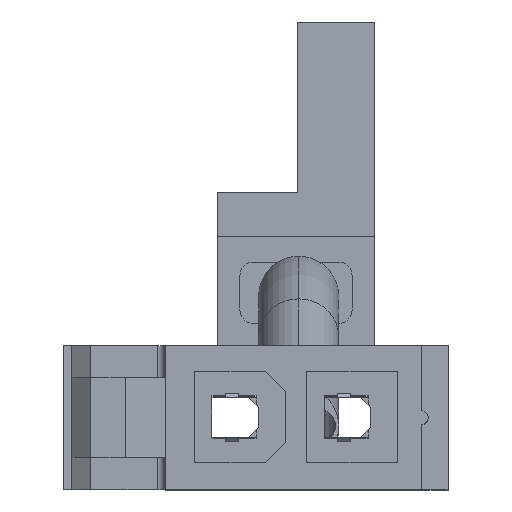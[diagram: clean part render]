
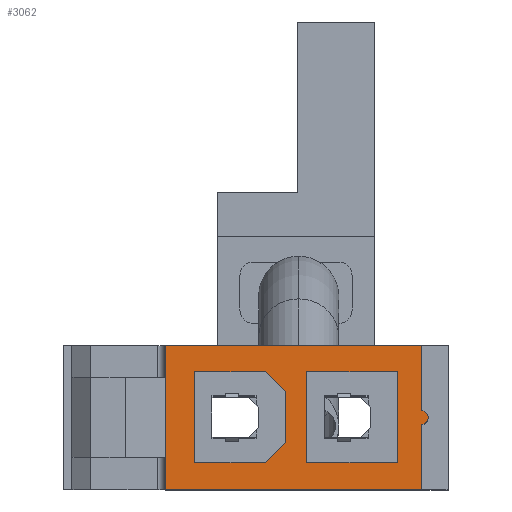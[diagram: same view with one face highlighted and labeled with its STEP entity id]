
A CAD part, top view. The second image highlights one B-rep face of the part: STEP entity #3062.
In plain terms, the highlighted planar face has unit normal (0, 0, 1).
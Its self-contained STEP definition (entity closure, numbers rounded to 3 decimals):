
#30 = ORIENTED_EDGE ( 'NONE', *, *, #604, .T. ) ;
#99 = ORIENTED_EDGE ( 'NONE', *, *, #3019, .T. ) ;
#277 = CARTESIAN_POINT ( 'NONE',  ( -6.75, -3.8, 122. ) ) ;
#376 = VECTOR ( 'NONE', #1650, 1000. ) ;
#392 = EDGE_LOOP ( 'NONE', ( #4867, #6702, #3595, #1926, #99, #3415 ) ) ;
#431 = EDGE_CURVE ( 'NONE', #1206, #4955, #3927, .T. ) ;
#505 = EDGE_CURVE ( 'NONE', #4755, #2537, #4099, .T. ) ;
#517 = CARTESIAN_POINT ( 'NONE',  ( -7.85, -3.8, 122. ) ) ;
#534 = VERTEX_POINT ( 'NONE', #4797 ) ;
#555 = CARTESIAN_POINT ( 'NONE',  ( 1.75, -0.85, 122. ) ) ;
#571 = AXIS2_PLACEMENT_3D ( 'NONE', #5639, #4113, #4185 ) ;
#578 = CARTESIAN_POINT ( 'NONE',  ( -3.35, -3.8, 122. ) ) ;
#604 = EDGE_CURVE ( 'NONE', #2191, #733, #1702, .T. ) ;
#690 = DIRECTION ( 'NONE',  ( 0., 1., 0. ) ) ;
#715 = EDGE_CURVE ( 'NONE', #4550, #1206, #4024, .T. ) ;
#733 = VERTEX_POINT ( 'NONE', #5137 ) ;
#749 = LINE ( 'NONE', #3401, #4427 ) ;
#870 = CARTESIAN_POINT ( 'NONE',  ( -3.35, -0.15, 122. ) ) ;
#1049 = VERTEX_POINT ( 'NONE', #4050 ) ;
#1110 = VERTEX_POINT ( 'NONE', #555 ) ;
#1206 = VERTEX_POINT ( 'NONE', #4984 ) ;
#1220 = LINE ( 'NONE', #2782, #4005 ) ;
#1270 = DIRECTION ( 'NONE',  ( -0.707, 0.707, 0. ) ) ;
#1271 = FACE_OUTER_BOUND ( 'NONE', #392, .T. ) ;
#1272 = EDGE_CURVE ( 'NONE', #2191, #5564, #749, .T. ) ;
#1365 = DIRECTION ( 'NONE',  ( 0., -1., 0. ) ) ;
#1473 = DIRECTION ( 'NONE',  ( 0., 1., 0. ) ) ;
#1513 = CARTESIAN_POINT ( 'NONE',  ( 1.75, -3.8, 122. ) ) ;
#1650 = DIRECTION ( 'NONE',  ( 0., -1., 0. ) ) ;
#1702 = LINE ( 'NONE', #578, #3075 ) ;
#1861 = VECTOR ( 'NONE', #3044, 1000. ) ;
#1926 = ORIENTED_EDGE ( 'NONE', *, *, #4731, .T. ) ;
#1979 = LINE ( 'NONE', #4102, #2445 ) ;
#1997 = VECTOR ( 'NONE', #5229, 1000. ) ;
#2100 = EDGE_CURVE ( 'NONE', #534, #5898, #4322, .T. ) ;
#2191 = VERTEX_POINT ( 'NONE', #870 ) ;
#2292 = CARTESIAN_POINT ( 'NONE',  ( -7.85, 1.6, 122. ) ) ;
#2327 = VECTOR ( 'NONE', #3621, 1000. ) ;
#2367 = LINE ( 'NONE', #277, #3771 ) ;
#2401 = EDGE_LOOP ( 'NONE', ( #2448, #4126, #5302, #5047 ) ) ;
#2445 = VECTOR ( 'NONE', #1473, 1000. ) ;
#2448 = ORIENTED_EDGE ( 'NONE', *, *, #715, .T. ) ;
#2504 = DIRECTION ( 'NONE',  ( 0., -1., 0. ) ) ;
#2537 = VERTEX_POINT ( 'NONE', #6867 ) ;
#2599 = CARTESIAN_POINT ( 'NONE',  ( -7.85, -2.8, 122. ) ) ;
#2602 = CARTESIAN_POINT ( 'NONE',  ( 0.85, -2.8, 122. ) ) ;
#2678 = CARTESIAN_POINT ( 'NONE',  ( -4.1, 0.6, 122. ) ) ;
#2745 = DIRECTION ( 'NONE',  ( 0., 1., 0. ) ) ;
#2775 = EDGE_CURVE ( 'NONE', #5768, #4550, #1220, .T. ) ;
#2782 = CARTESIAN_POINT ( 'NONE',  ( -2.55, -3.8, 122. ) ) ;
#2828 = PLANE ( 'NONE',  #571 ) ;
#2930 = DIRECTION ( 'NONE',  ( 1., 0., 0. ) ) ;
#2991 = LINE ( 'NONE', #6256, #2327 ) ;
#3019 = EDGE_CURVE ( 'NONE', #4136, #6607, #6698, .T. ) ;
#3044 = DIRECTION ( 'NONE',  ( -1., 0., 0. ) ) ;
#3062 = ADVANCED_FACE ( 'NONE', ( #5612, #4525, #1271 ), #2828, .T. ) ;
#3075 = VECTOR ( 'NONE', #3261, 1000. ) ;
#3261 = DIRECTION ( 'NONE',  ( 0., -1., 0. ) ) ;
#3401 = CARTESIAN_POINT ( 'NONE',  ( -3.35, -0.15, 122. ) ) ;
#3415 = ORIENTED_EDGE ( 'NONE', *, *, #5486, .F. ) ;
#3423 = VECTOR ( 'NONE', #6513, 1000. ) ;
#3577 = LINE ( 'NONE', #517, #5673 ) ;
#3595 = ORIENTED_EDGE ( 'NONE', *, *, #2100, .T. ) ;
#3621 = DIRECTION ( 'NONE',  ( 1., 0., 0. ) ) ;
#3703 = EDGE_LOOP ( 'NONE', ( #3908, #4938, #4962, #5157, #5665, #30 ) ) ;
#3771 = VECTOR ( 'NONE', #690, 1000. ) ;
#3840 = EDGE_CURVE ( 'NONE', #5653, #5564, #2991, .T. ) ;
#3908 = ORIENTED_EDGE ( 'NONE', *, *, #4154, .F. ) ;
#3927 = LINE ( 'NONE', #6087, #4971 ) ;
#3969 = DIRECTION ( 'NONE',  ( 1., 0., 0. ) ) ;
#4005 = VECTOR ( 'NONE', #2745, 1000. ) ;
#4024 = LINE ( 'NONE', #5041, #6092 ) ;
#4036 = EDGE_CURVE ( 'NONE', #2537, #5653, #2367, .T. ) ;
#4050 = CARTESIAN_POINT ( 'NONE',  ( 1.75, -1.35, 122. ) ) ;
#4099 = LINE ( 'NONE', #2599, #1861 ) ;
#4102 = CARTESIAN_POINT ( 'NONE',  ( 1.75, -3.8, 122. ) ) ;
#4111 = CARTESIAN_POINT ( 'NONE',  ( -4.1, -2.8, 122. ) ) ;
#4113 = DIRECTION ( 'NONE',  ( 0., 0., 1. ) ) ;
#4126 = ORIENTED_EDGE ( 'NONE', *, *, #431, .T. ) ;
#4136 = VERTEX_POINT ( 'NONE', #6763 ) ;
#4154 = EDGE_CURVE ( 'NONE', #4755, #733, #6167, .T. ) ;
#4161 = DIRECTION ( 'NONE',  ( 0., 0., 1. ) ) ;
#4185 = DIRECTION ( 'NONE',  ( 0., 1., 0. ) ) ;
#4230 = DIRECTION ( 'NONE',  ( 0., -1., 0. ) ) ;
#4297 = LINE ( 'NONE', #6417, #376 ) ;
#4322 = LINE ( 'NONE', #2292, #3423 ) ;
#4324 = CARTESIAN_POINT ( 'NONE',  ( -7.85, 1.6, 122. ) ) ;
#4427 = VECTOR ( 'NONE', #1270, 1000. ) ;
#4525 = FACE_BOUND ( 'NONE', #3703, .T. ) ;
#4550 = VERTEX_POINT ( 'NONE', #5970 ) ;
#4611 = DIRECTION ( 'NONE',  ( -1., 0., 0. ) ) ;
#4681 = CARTESIAN_POINT ( 'NONE',  ( -6.75, 0.6, 122. ) ) ;
#4688 = CARTESIAN_POINT ( 'NONE',  ( -2.55, -2.8, 122. ) ) ;
#4731 = EDGE_CURVE ( 'NONE', #5898, #4136, #3577, .T. ) ;
#4755 = VERTEX_POINT ( 'NONE', #6732 ) ;
#4797 = CARTESIAN_POINT ( 'NONE',  ( 1.75, 1.6, 122. ) ) ;
#4867 = ORIENTED_EDGE ( 'NONE', *, *, #5487, .T. ) ;
#4938 = ORIENTED_EDGE ( 'NONE', *, *, #505, .T. ) ;
#4953 = CARTESIAN_POINT ( 'NONE',  ( -3.05, -3.8, 122. ) ) ;
#4955 = VERTEX_POINT ( 'NONE', #2602 ) ;
#4962 = ORIENTED_EDGE ( 'NONE', *, *, #4036, .T. ) ;
#4971 = VECTOR ( 'NONE', #1365, 1000. ) ;
#4973 = EDGE_CURVE ( 'NONE', #4955, #5768, #5219, .T. ) ;
#4984 = CARTESIAN_POINT ( 'NONE',  ( 0.85, 0.6, 122. ) ) ;
#4989 = EDGE_CURVE ( 'NONE', #1110, #534, #1979, .T. ) ;
#5041 = CARTESIAN_POINT ( 'NONE',  ( -7.85, 0.6, 122. ) ) ;
#5047 = ORIENTED_EDGE ( 'NONE', *, *, #2775, .T. ) ;
#5137 = CARTESIAN_POINT ( 'NONE',  ( -3.35, -2.05, 122. ) ) ;
#5157 = ORIENTED_EDGE ( 'NONE', *, *, #3840, .T. ) ;
#5219 = LINE ( 'NONE', #6869, #6124 ) ;
#5229 = DIRECTION ( 'NONE',  ( 0.707, 0.707, 0. ) ) ;
#5302 = ORIENTED_EDGE ( 'NONE', *, *, #4973, .T. ) ;
#5486 = EDGE_CURVE ( 'NONE', #1049, #6607, #4297, .T. ) ;
#5487 = EDGE_CURVE ( 'NONE', #1049, #1110, #6137, .T. ) ;
#5564 = VERTEX_POINT ( 'NONE', #2678 ) ;
#5612 = FACE_BOUND ( 'NONE', #2401, .T. ) ;
#5639 = CARTESIAN_POINT ( 'NONE',  ( -7.85, -3.8, 122. ) ) ;
#5653 = VERTEX_POINT ( 'NONE', #4681 ) ;
#5665 = ORIENTED_EDGE ( 'NONE', *, *, #1272, .F. ) ;
#5673 = VECTOR ( 'NONE', #4230, 1000. ) ;
#5721 = CARTESIAN_POINT ( 'NONE',  ( 1.75, -1.1, 122. ) ) ;
#5768 = VERTEX_POINT ( 'NONE', #4688 ) ;
#5898 = VERTEX_POINT ( 'NONE', #4324 ) ;
#5970 = CARTESIAN_POINT ( 'NONE',  ( -2.55, 0.6, 122. ) ) ;
#6034 = AXIS2_PLACEMENT_3D ( 'NONE', #5721, #4161, #2504 ) ;
#6087 = CARTESIAN_POINT ( 'NONE',  ( 0.85, -3.8, 122. ) ) ;
#6092 = VECTOR ( 'NONE', #2930, 1000. ) ;
#6124 = VECTOR ( 'NONE', #4611, 1000. ) ;
#6137 = CIRCLE ( 'NONE', #6034, 0.25 ) ;
#6167 = LINE ( 'NONE', #4111, #1997 ) ;
#6256 = CARTESIAN_POINT ( 'NONE',  ( -7.85, 0.6, 122. ) ) ;
#6417 = CARTESIAN_POINT ( 'NONE',  ( 1.75, -3.8, 122. ) ) ;
#6513 = DIRECTION ( 'NONE',  ( -1., 0., 0. ) ) ;
#6552 = VECTOR ( 'NONE', #3969, 1000. ) ;
#6607 = VERTEX_POINT ( 'NONE', #1513 ) ;
#6698 = LINE ( 'NONE', #4953, #6552 ) ;
#6702 = ORIENTED_EDGE ( 'NONE', *, *, #4989, .T. ) ;
#6732 = CARTESIAN_POINT ( 'NONE',  ( -4.1, -2.8, 122. ) ) ;
#6763 = CARTESIAN_POINT ( 'NONE',  ( -7.85, -3.8, 122. ) ) ;
#6867 = CARTESIAN_POINT ( 'NONE',  ( -6.75, -2.8, 122. ) ) ;
#6869 = CARTESIAN_POINT ( 'NONE',  ( -7.85, -2.8, 122. ) ) ;
